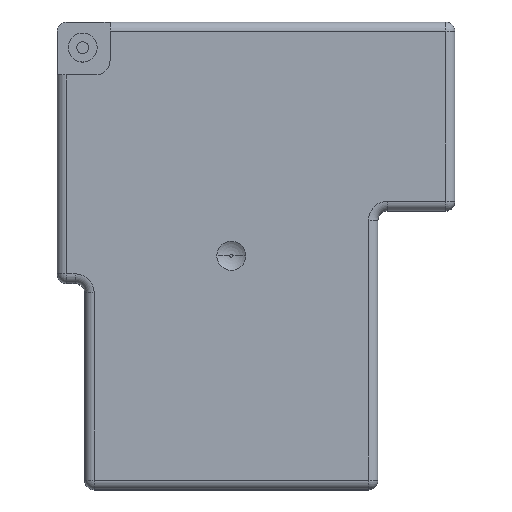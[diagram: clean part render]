
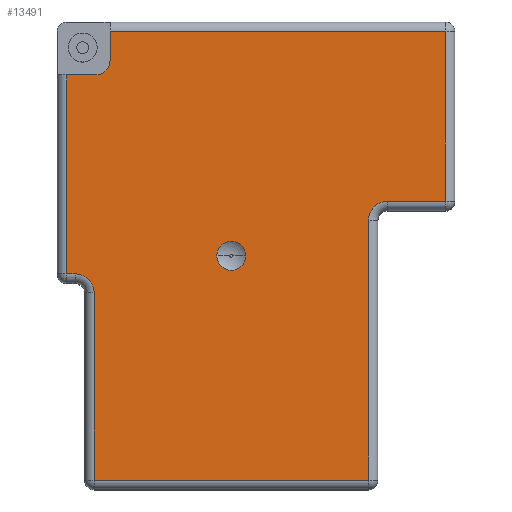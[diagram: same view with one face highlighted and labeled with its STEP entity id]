
A CAD part, top view. The second image highlights one B-rep face of the part: STEP entity #13491.
In plain terms, the highlighted planar face has unit normal (0, 0, 1).
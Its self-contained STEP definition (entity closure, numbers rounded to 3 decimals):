
#92 = LINE ( 'NONE', #4734, #13511 ) ;
#140 = FACE_OUTER_BOUND ( 'NONE', #7978, .T. ) ;
#216 = DIRECTION ( 'NONE',  ( 0., -1., 0. ) ) ;
#402 = CARTESIAN_POINT ( 'NONE',  ( 13.05, 16.1, 19.5 ) ) ;
#473 = DIRECTION ( 'NONE',  ( 0., 0., 1. ) ) ;
#505 = ORIENTED_EDGE ( 'NONE', *, *, #10467, .F. ) ;
#531 = VECTOR ( 'NONE', #15045, 1000. ) ;
#547 = ORIENTED_EDGE ( 'NONE', *, *, #10008, .F. ) ;
#550 = CARTESIAN_POINT ( 'NONE',  ( -10.05, 15.45, 19.5 ) ) ;
#662 = CARTESIAN_POINT ( 'NONE',  ( -13.05, -1.25, 19.5 ) ) ;
#667 = CARTESIAN_POINT ( 'NONE',  ( -11.05, 12.45, 19.5 ) ) ;
#1185 = DIRECTION ( 'NONE',  ( 0., -1., 0. ) ) ;
#1270 = DIRECTION ( 'NONE',  ( 0., 0., 1. ) ) ;
#1432 = ORIENTED_EDGE ( 'NONE', *, *, #4665, .F. ) ;
#1466 = VERTEX_POINT ( 'NONE', #14178 ) ;
#1767 = CARTESIAN_POINT ( 'NONE',  ( -11.8, -1.25, 19.5 ) ) ;
#1773 = VERTEX_POINT ( 'NONE', #662 ) ;
#1805 = AXIS2_PLACEMENT_3D ( 'NONE', #6502, #473, #13280 ) ;
#1914 = ORIENTED_EDGE ( 'NONE', *, *, #14720, .T. ) ;
#1931 = ORIENTED_EDGE ( 'NONE', *, *, #4912, .T. ) ;
#2109 = CARTESIAN_POINT ( 'NONE',  ( -13.7, 15.45, 19.5 ) ) ;
#2337 = CARTESIAN_POINT ( 'NONE',  ( 13.05, 15.45, 19.5 ) ) ;
#2883 = VERTEX_POINT ( 'NONE', #14996 ) ;
#2951 = DIRECTION ( 'NONE',  ( 0., 0., 1. ) ) ;
#3331 = CARTESIAN_POINT ( 'NONE',  ( 7.75, 3.1, 19.5 ) ) ;
#4445 = AXIS2_PLACEMENT_3D ( 'NONE', #13468, #2951, #6472 ) ;
#4480 = LINE ( 'NONE', #13702, #14007 ) ;
#4665 = EDGE_CURVE ( 'NONE', #8175, #11249, #92, .T. ) ;
#4693 = DIRECTION ( 'NONE',  ( 0., 0., 1. ) ) ;
#4734 = CARTESIAN_POINT ( 'NONE',  ( 0., 12.45, 19.5 ) ) ;
#4755 = LINE ( 'NONE', #3331, #15089 ) ;
#4799 = DIRECTION ( 'NONE',  ( 1., 0., 0. ) ) ;
#4912 = EDGE_CURVE ( 'NONE', #9049, #8828, #10630, .T. ) ;
#5002 = VECTOR ( 'NONE', #8567, 1000. ) ;
#5054 = DIRECTION ( 'NONE',  ( 0., 1., 0. ) ) ;
#5079 = CARTESIAN_POINT ( 'NONE',  ( -12.45, -1.25, 19.5 ) ) ;
#5207 = VERTEX_POINT ( 'NONE', #9527 ) ;
#5358 = ORIENTED_EDGE ( 'NONE', *, *, #11609, .T. ) ;
#5374 = DIRECTION ( 'NONE',  ( 1., 0., 0. ) ) ;
#5387 = CARTESIAN_POINT ( 'NONE',  ( 7.75, -15.45, 19.5 ) ) ;
#5434 = CARTESIAN_POINT ( 'NONE',  ( 13.05, 3.75, 19.5 ) ) ;
#5537 = CARTESIAN_POINT ( 'NONE',  ( -10.05, 13.45, 19.5 ) ) ;
#5642 = CARTESIAN_POINT ( 'NONE',  ( -13.05, 12.45, 19.5 ) ) ;
#5843 = DIRECTION ( 'NONE',  ( 1., 0., 0. ) ) ;
#6114 = EDGE_LOOP ( 'NONE', ( #9488, #10073 ) ) ;
#6115 = DIRECTION ( 'NONE',  ( 0., 0., 1. ) ) ;
#6148 = DIRECTION ( 'NONE',  ( 1., 0., 0. ) ) ;
#6472 = DIRECTION ( 'NONE',  ( 1., 0., 0. ) ) ;
#6502 = CARTESIAN_POINT ( 'NONE',  ( -12.45, -2.55, 19.5 ) ) ;
#6656 = CARTESIAN_POINT ( 'NONE',  ( 13.7, 3.75, 19.5 ) ) ;
#6738 = CIRCLE ( 'NONE', #12124, 1. ) ;
#6784 = LINE ( 'NONE', #9334, #9868 ) ;
#6881 = CIRCLE ( 'NONE', #1805, 1.3 ) ;
#7068 = PLANE ( 'NONE',  #10341 ) ;
#7341 = LINE ( 'NONE', #402, #7451 ) ;
#7451 = VECTOR ( 'NONE', #5054, 1000. ) ;
#7472 = LINE ( 'NONE', #9707, #12707 ) ;
#7949 = VECTOR ( 'NONE', #10545, 1000. ) ;
#7978 = EDGE_LOOP ( 'NONE', ( #1432, #9985, #1914, #547, #14825, #10959, #5358, #505, #13272, #14416, #9749, #1931, #12342 ) ) ;
#8175 = VERTEX_POINT ( 'NONE', #5642 ) ;
#8230 = LINE ( 'NONE', #6656, #7949 ) ;
#8276 = CARTESIAN_POINT ( 'NONE',  ( -1.7, 0., 19.5 ) ) ;
#8506 = EDGE_CURVE ( 'NONE', #8175, #1773, #4480, .T. ) ;
#8567 = DIRECTION ( 'NONE',  ( 1., 0., 0. ) ) ;
#8663 = CIRCLE ( 'NONE', #11093, 1.3 ) ;
#8828 = VERTEX_POINT ( 'NONE', #5537 ) ;
#8905 = CARTESIAN_POINT ( 'NONE',  ( -11.15, -2.55, 19.5 ) ) ;
#9049 = VERTEX_POINT ( 'NONE', #550 ) ;
#9195 = EDGE_CURVE ( 'NONE', #11882, #1466, #6784, .T. ) ;
#9334 = CARTESIAN_POINT ( 'NONE',  ( -11.15, -16.1, 19.5 ) ) ;
#9433 = CIRCLE ( 'NONE', #10414, 1. ) ;
#9488 = ORIENTED_EDGE ( 'NONE', *, *, #10941, .F. ) ;
#9507 = CARTESIAN_POINT ( 'NONE',  ( -1.7, 0., 19.5 ) ) ;
#9527 = CARTESIAN_POINT ( 'NONE',  ( -2.7, 0., 19.5 ) ) ;
#9707 = CARTESIAN_POINT ( 'NONE',  ( 8.4, -15.45, 19.5 ) ) ;
#9718 = LINE ( 'NONE', #2109, #13213 ) ;
#9749 = ORIENTED_EDGE ( 'NONE', *, *, #12269, .T. ) ;
#9868 = VECTOR ( 'NONE', #216, 1000. ) ;
#9985 = ORIENTED_EDGE ( 'NONE', *, *, #8506, .T. ) ;
#10008 = EDGE_CURVE ( 'NONE', #11882, #15163, #6881, .T. ) ;
#10073 = ORIENTED_EDGE ( 'NONE', *, *, #11415, .F. ) ;
#10341 = AXIS2_PLACEMENT_3D ( 'NONE', #11751, #1270, #6148 ) ;
#10383 = CARTESIAN_POINT ( 'NONE',  ( -0.7, 0., 19.5 ) ) ;
#10414 = AXIS2_PLACEMENT_3D ( 'NONE', #9507, #6115, #10795 ) ;
#10467 = EDGE_CURVE ( 'NONE', #2883, #11993, #8663, .T. ) ;
#10545 = DIRECTION ( 'NONE',  ( 1., 0., 0. ) ) ;
#10630 = LINE ( 'NONE', #11620, #531 ) ;
#10741 = FACE_BOUND ( 'NONE', #6114, .T. ) ;
#10795 = DIRECTION ( 'NONE',  ( 1., 0., 0. ) ) ;
#10873 = EDGE_CURVE ( 'NONE', #10964, #13686, #7341, .T. ) ;
#10941 = EDGE_CURVE ( 'NONE', #5207, #14276, #9433, .T. ) ;
#10959 = ORIENTED_EDGE ( 'NONE', *, *, #15148, .T. ) ;
#10964 = VERTEX_POINT ( 'NONE', #5434 ) ;
#11053 = DIRECTION ( 'NONE',  ( 1., 0., 0. ) ) ;
#11093 = AXIS2_PLACEMENT_3D ( 'NONE', #11262, #13619, #5374 ) ;
#11145 = EDGE_CURVE ( 'NONE', #2883, #10964, #8230, .T. ) ;
#11249 = VERTEX_POINT ( 'NONE', #667 ) ;
#11258 = VERTEX_POINT ( 'NONE', #5387 ) ;
#11262 = CARTESIAN_POINT ( 'NONE',  ( 9.05, 2.45, 19.5 ) ) ;
#11415 = EDGE_CURVE ( 'NONE', #14276, #5207, #6738, .T. ) ;
#11420 = DIRECTION ( 'NONE',  ( 0., 1., 0. ) ) ;
#11609 = EDGE_CURVE ( 'NONE', #11258, #11993, #4755, .T. ) ;
#11620 = CARTESIAN_POINT ( 'NONE',  ( -10.05, 0., 19.5 ) ) ;
#11751 = CARTESIAN_POINT ( 'NONE',  ( 0., 0., 19.5 ) ) ;
#11882 = VERTEX_POINT ( 'NONE', #8905 ) ;
#11939 = CARTESIAN_POINT ( 'NONE',  ( 7.75, 2.45, 19.5 ) ) ;
#11993 = VERTEX_POINT ( 'NONE', #11939 ) ;
#12124 = AXIS2_PLACEMENT_3D ( 'NONE', #8276, #4693, #5843 ) ;
#12269 = EDGE_CURVE ( 'NONE', #13686, #9049, #9718, .T. ) ;
#12342 = ORIENTED_EDGE ( 'NONE', *, *, #13312, .F. ) ;
#12497 = DIRECTION ( 'NONE',  ( -1., 0., 0. ) ) ;
#12707 = VECTOR ( 'NONE', #11053, 1000. ) ;
#13213 = VECTOR ( 'NONE', #12497, 1000. ) ;
#13272 = ORIENTED_EDGE ( 'NONE', *, *, #11145, .T. ) ;
#13280 = DIRECTION ( 'NONE',  ( 1., 0., 0. ) ) ;
#13312 = EDGE_CURVE ( 'NONE', #11249, #8828, #14026, .T. ) ;
#13468 = CARTESIAN_POINT ( 'NONE',  ( -11.05, 13.45, 19.5 ) ) ;
#13491 = ADVANCED_FACE ( 'NONE', ( #10741, #140 ), #7068, .T. ) ;
#13511 = VECTOR ( 'NONE', #4799, 1000. ) ;
#13619 = DIRECTION ( 'NONE',  ( 0., 0., 1. ) ) ;
#13686 = VERTEX_POINT ( 'NONE', #2337 ) ;
#13702 = CARTESIAN_POINT ( 'NONE',  ( -13.05, -1.9, 19.5 ) ) ;
#14007 = VECTOR ( 'NONE', #1185, 1000. ) ;
#14026 = CIRCLE ( 'NONE', #4445, 1. ) ;
#14178 = CARTESIAN_POINT ( 'NONE',  ( -11.15, -15.45, 19.5 ) ) ;
#14276 = VERTEX_POINT ( 'NONE', #10383 ) ;
#14416 = ORIENTED_EDGE ( 'NONE', *, *, #10873, .T. ) ;
#14514 = LINE ( 'NONE', #1767, #5002 ) ;
#14720 = EDGE_CURVE ( 'NONE', #1773, #15163, #14514, .T. ) ;
#14825 = ORIENTED_EDGE ( 'NONE', *, *, #9195, .T. ) ;
#14996 = CARTESIAN_POINT ( 'NONE',  ( 9.05, 3.75, 19.5 ) ) ;
#15045 = DIRECTION ( 'NONE',  ( 0., -1., 0. ) ) ;
#15089 = VECTOR ( 'NONE', #11420, 1000. ) ;
#15148 = EDGE_CURVE ( 'NONE', #1466, #11258, #7472, .T. ) ;
#15163 = VERTEX_POINT ( 'NONE', #5079 ) ;
